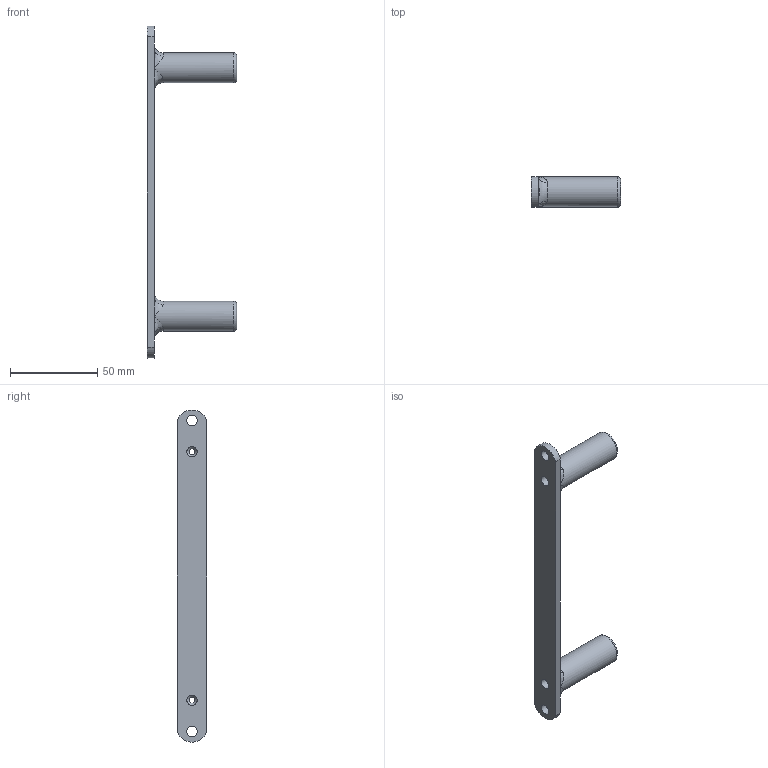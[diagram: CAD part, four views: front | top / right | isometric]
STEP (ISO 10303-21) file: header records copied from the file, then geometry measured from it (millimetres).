
FILE_DESCRIPTION(/* description */ (''),/* implementation_level */ '2;1');
FILE_NAME(/* name */ 'apu2 bracket v3.step',/* time_stamp */ '2018-08-04T22:43:35-06:00',/* author */ ('***REMOVED***'),/* organization */ (''),/* preprocessor_version */ 'ST-DEVELOPER v17',/* originating_system */ 'Autodesk Translation Framework v7.1.0.215',/* authorisation */ '');
FILE_SCHEMA (('AUTOMOTIVE_DESIGN { 1 0 10303 214 3 1 1 }'));
Length unit declared in the file: millimetre
Products named in the file (2): apu2 bracket; Bracket
Assembly tree (1 placements, depth 2):
  apu2 bracket
    Bracket
Bounding box: 51 x 17 x 189.82 mm (x, y, z)
Volume: 31813.5 mm3; surface area: 14441 mm2
Topology: 1 solids, 1 shells, 36 faces, 94 edges, 52 vertices
Faces by surface type: cylinder 12, plane 8, bspline 8, torus 6, cone 2
Full cylindrical faces by diameter (mm): 3.4 x2, 5.9 x2, 6 x2, 17 x2
Entity records: 1639 total; most frequent: CARTESIAN_POINT 743, DIRECTION 184, ORIENTED_EDGE 172, EDGE_CURVE 86, AXIS2_PLACEMENT_3D 77, VERTEX_POINT 52, CIRCLE 46, EDGE_LOOP 44
